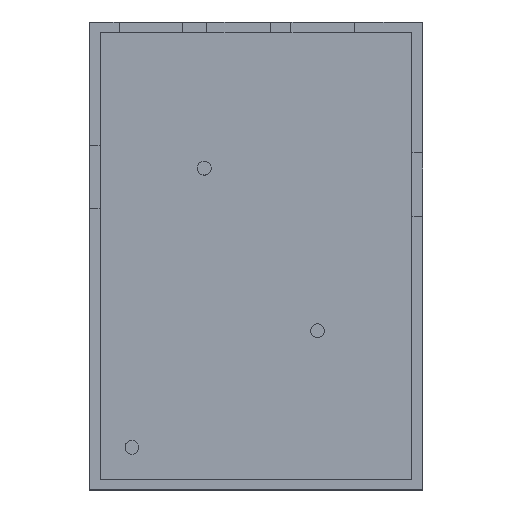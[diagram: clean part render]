
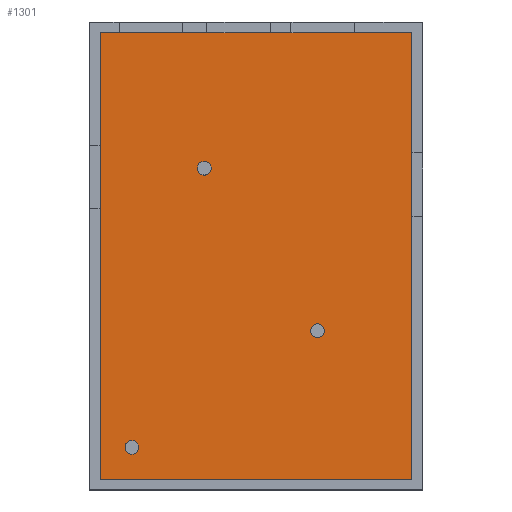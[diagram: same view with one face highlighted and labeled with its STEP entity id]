
A CAD part, top view. The second image highlights one B-rep face of the part: STEP entity #1301.
In plain terms, the highlighted planar face has unit normal (0, 0, 1).
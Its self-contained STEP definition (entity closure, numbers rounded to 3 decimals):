
#21=CIRCLE('',#1379,1.299);
#22=CIRCLE('',#1381,1.299);
#23=CIRCLE('',#1383,1.299);
#38=FACE_BOUND('',#183,.T.);
#39=FACE_BOUND('',#184,.T.);
#40=FACE_BOUND('',#185,.T.);
#104=FACE_OUTER_BOUND('',#182,.T.);
#182=EDGE_LOOP('',(#1170,#1171,#1172,#1173));
#183=EDGE_LOOP('',(#1174));
#184=EDGE_LOOP('',(#1175));
#185=EDGE_LOOP('',(#1176));
#332=LINE('',#1995,#503);
#341=LINE('',#2010,#512);
#351=LINE('',#2033,#522);
#356=LINE('',#2057,#527);
#503=VECTOR('',#1624,10.);
#512=VECTOR('',#1635,10.);
#522=VECTOR('',#1665,10.);
#527=VECTOR('',#1696,10.);
#630=VERTEX_POINT('',#1992);
#631=VERTEX_POINT('',#1994);
#636=VERTEX_POINT('',#2008);
#639=VERTEX_POINT('',#2032);
#643=VERTEX_POINT('',#2045);
#644=VERTEX_POINT('',#2049);
#645=VERTEX_POINT('',#2053);
#792=EDGE_CURVE('',#631,#630,#332,.T.);
#801=EDGE_CURVE('',#630,#636,#341,.T.);
#811=EDGE_CURVE('',#639,#631,#351,.T.);
#816=EDGE_CURVE('',#643,#643,#21,.T.);
#818=EDGE_CURVE('',#644,#644,#22,.T.);
#820=EDGE_CURVE('',#645,#645,#23,.T.);
#822=EDGE_CURVE('',#636,#639,#356,.T.);
#1170=ORIENTED_EDGE('',*,*,#822,.T.);
#1171=ORIENTED_EDGE('',*,*,#811,.T.);
#1172=ORIENTED_EDGE('',*,*,#792,.T.);
#1173=ORIENTED_EDGE('',*,*,#801,.T.);
#1174=ORIENTED_EDGE('',*,*,#816,.T.);
#1175=ORIENTED_EDGE('',*,*,#818,.T.);
#1176=ORIENTED_EDGE('',*,*,#820,.T.);
#1237=PLANE('',#1385);
#1301=ADVANCED_FACE('',(#104,#38,#39,#40),#1237,.T.);
#1379=AXIS2_PLACEMENT_3D('',#2046,#1681,#1682);
#1381=AXIS2_PLACEMENT_3D('',#2050,#1686,#1687);
#1383=AXIS2_PLACEMENT_3D('',#2054,#1691,#1692);
#1385=AXIS2_PLACEMENT_3D('',#2058,#1697,#1698);
#1624=DIRECTION('',(-1.,0.,0.));
#1635=DIRECTION('',(0.,-1.,0.));
#1665=DIRECTION('',(0.,1.,0.));
#1681=DIRECTION('center_axis',(0.,0.,-1.));
#1682=DIRECTION('ref_axis',(-1.,0.,0.));
#1686=DIRECTION('center_axis',(0.,0.,-1.));
#1687=DIRECTION('ref_axis',(-1.,0.,0.));
#1691=DIRECTION('center_axis',(0.,0.,-1.));
#1692=DIRECTION('ref_axis',(-1.,0.,0.));
#1696=DIRECTION('',(1.,0.,0.));
#1697=DIRECTION('center_axis',(0.,0.,1.));
#1698=DIRECTION('ref_axis',(1.,0.,0.));
#1992=CARTESIAN_POINT('',(3.,87.2,3.));
#1994=CARTESIAN_POINT('',(61.8,87.2,3.));
#1995=CARTESIAN_POINT('',(17.7,87.2,3.));
#2008=CARTESIAN_POINT('',(3.,3.,3.));
#2010=CARTESIAN_POINT('',(3.,24.05,3.));
#2032=CARTESIAN_POINT('',(61.8,3.,3.));
#2033=CARTESIAN_POINT('',(61.8,66.15,3.));
#2045=CARTESIAN_POINT('',(23.944,61.658,3.));
#2046=CARTESIAN_POINT('Origin',(22.645,61.658,3.));
#2049=CARTESIAN_POINT('',(45.299,31.,3.));
#2050=CARTESIAN_POINT('Origin',(44.,31.,3.));
#2053=CARTESIAN_POINT('',(10.299,9.,3.));
#2054=CARTESIAN_POINT('Origin',(9.,9.,3.));
#2057=CARTESIAN_POINT('',(47.1,3.,3.));
#2058=CARTESIAN_POINT('Origin',(32.4,45.1,3.));
